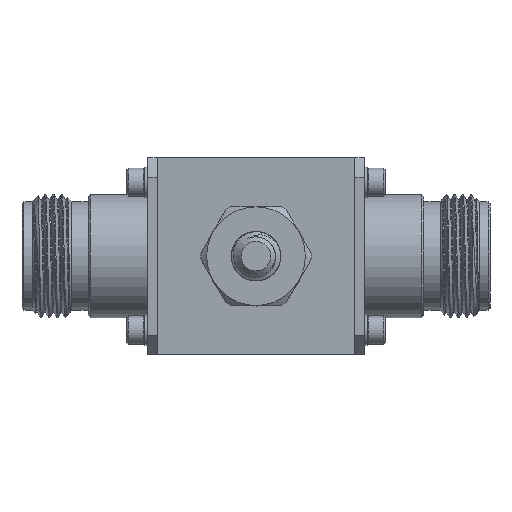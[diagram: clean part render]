
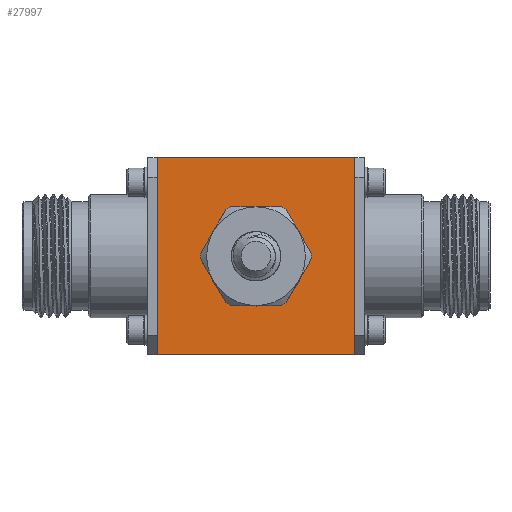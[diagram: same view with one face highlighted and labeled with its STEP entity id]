
A CAD part, front view. The second image highlights one B-rep face of the part: STEP entity #27997.
In plain terms, the highlighted planar face has unit normal (0, -1, 0).
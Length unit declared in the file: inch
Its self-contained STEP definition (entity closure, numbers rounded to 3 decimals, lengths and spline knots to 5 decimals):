
#663 = DIRECTION ( 'NONE',  ( 0., -1., 0. ) ) ;
#1947 = DIRECTION ( 'NONE',  ( 0., 0., 1. ) ) ;
#2110 = FACE_OUTER_BOUND ( 'NONE', #9569, .T. ) ;
#3466 = AXIS2_PLACEMENT_3D ( 'NONE', #12401, #663, #12492 ) ;
#4019 = LINE ( 'NONE', #25716, #26205 ) ;
#4826 = LINE ( 'NONE', #5978, #27416 ) ;
#5072 = EDGE_CURVE ( 'NONE', #18535, #14307, #4826, .T. ) ;
#5494 = DIRECTION ( 'NONE',  ( 0., 1., 0. ) ) ;
#5696 = PLANE ( 'NONE',  #16088 ) ;
#5978 = CARTESIAN_POINT ( 'NONE',  ( -0.5, -0.625, -0.5 ) ) ;
#8664 = VECTOR ( 'NONE', #16774, 39.37008 ) ;
#9569 = EDGE_LOOP ( 'NONE', ( #25703, #20734, #20494, #10526 ) ) ;
#10526 = ORIENTED_EDGE ( 'NONE', *, *, #25859, .T. ) ;
#10565 = CARTESIAN_POINT ( 'NONE',  ( -0.5, -0.625, -0.5 ) ) ;
#11608 = LINE ( 'NONE', #23685, #8664 ) ;
#11746 = VERTEX_POINT ( 'NONE', #13232 ) ;
#12401 = CARTESIAN_POINT ( 'NONE',  ( 0., -0.625, 0. ) ) ;
#12492 = DIRECTION ( 'NONE',  ( 0., 0., 1. ) ) ;
#12777 = DIRECTION ( 'NONE',  ( 0., 0., 1. ) ) ;
#13040 = FACE_BOUND ( 'NONE', #13295, .T. ) ;
#13232 = CARTESIAN_POINT ( 'NONE',  ( 0.10527, -0.625, 0.0674 ) ) ;
#13295 = EDGE_LOOP ( 'NONE', ( #16074, #28172 ) ) ;
#13324 = VERTEX_POINT ( 'NONE', #22776 ) ;
#13481 = CARTESIAN_POINT ( 'NONE',  ( 0., -0.625, 0. ) ) ;
#14039 = VECTOR ( 'NONE', #18269, 39.37008 ) ;
#14307 = VERTEX_POINT ( 'NONE', #19666 ) ;
#14898 = VERTEX_POINT ( 'NONE', #16402 ) ;
#15184 = DIRECTION ( 'NONE',  ( 1., 0., 0. ) ) ;
#16074 = ORIENTED_EDGE ( 'NONE', *, *, #19435, .F. ) ;
#16088 = AXIS2_PLACEMENT_3D ( 'NONE', #23936, #5494, #12777 ) ;
#16402 = CARTESIAN_POINT ( 'NONE',  ( 0.5, -0.625, 0.5 ) ) ;
#16774 = DIRECTION ( 'NONE',  ( 0., 0., -1. ) ) ;
#17056 = CIRCLE ( 'NONE', #3466, 0.125 ) ;
#17276 = EDGE_CURVE ( 'NONE', #13324, #14898, #4019, .T. ) ;
#17814 = DIRECTION ( 'NONE',  ( 0., -1., 0. ) ) ;
#18269 = DIRECTION ( 'NONE',  ( 0., 0., -1. ) ) ;
#18535 = VERTEX_POINT ( 'NONE', #10565 ) ;
#18901 = DIRECTION ( 'NONE',  ( 1., 0., 0. ) ) ;
#19435 = EDGE_CURVE ( 'NONE', #11746, #29597, #17056, .T. ) ;
#19666 = CARTESIAN_POINT ( 'NONE',  ( 0.5, -0.625, -0.5 ) ) ;
#20494 = ORIENTED_EDGE ( 'NONE', *, *, #17276, .F. ) ;
#20734 = ORIENTED_EDGE ( 'NONE', *, *, #21201, .F. ) ;
#21201 = EDGE_CURVE ( 'NONE', #14898, #14307, #11608, .T. ) ;
#22776 = CARTESIAN_POINT ( 'NONE',  ( -0.5, -0.625, 0.5 ) ) ;
#23502 = CIRCLE ( 'NONE', #24200, 0.125 ) ;
#23685 = CARTESIAN_POINT ( 'NONE',  ( 0.5, -0.625, 0.5 ) ) ;
#23936 = CARTESIAN_POINT ( 'NONE',  ( -0.5, -0.625, 0.5 ) ) ;
#24136 = CARTESIAN_POINT ( 'NONE',  ( -0.5, -0.625, 0.5 ) ) ;
#24200 = AXIS2_PLACEMENT_3D ( 'NONE', #13481, #17814, #1947 ) ;
#24529 = EDGE_CURVE ( 'NONE', #29597, #11746, #23502, .T. ) ;
#25703 = ORIENTED_EDGE ( 'NONE', *, *, #5072, .T. ) ;
#25716 = CARTESIAN_POINT ( 'NONE',  ( -0.5, -0.625, 0.5 ) ) ;
#25859 = EDGE_CURVE ( 'NONE', #13324, #18535, #29996, .T. ) ;
#26205 = VECTOR ( 'NONE', #18901, 39.37008 ) ;
#27416 = VECTOR ( 'NONE', #15184, 39.37008 ) ;
#27997 = ADVANCED_FACE ( 'NONE', ( #13040, #2110 ), #5696, .F. ) ;
#28172 = ORIENTED_EDGE ( 'NONE', *, *, #24529, .F. ) ;
#29051 = CARTESIAN_POINT ( 'NONE',  ( 0.02911, -0.62501, 0.12156 ) ) ;
#29597 = VERTEX_POINT ( 'NONE', #29051 ) ;
#29996 = LINE ( 'NONE', #24136, #14039 ) ;
